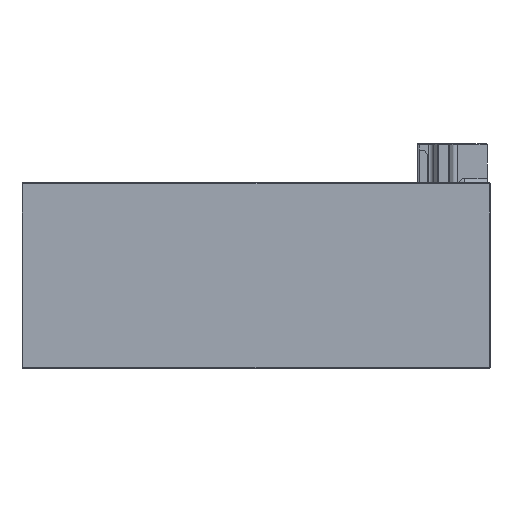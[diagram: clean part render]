
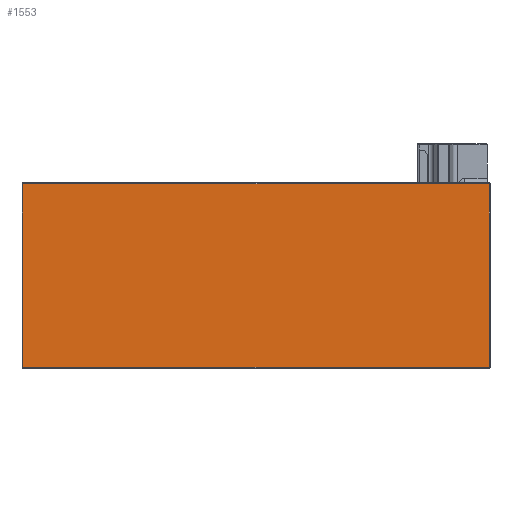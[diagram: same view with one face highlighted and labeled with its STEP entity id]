
A CAD part, front view. The second image highlights one B-rep face of the part: STEP entity #1553.
In plain terms, the highlighted planar face has unit normal (0, -1, 0).
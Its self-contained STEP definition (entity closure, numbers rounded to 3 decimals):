
#72 = CYLINDRICAL_SURFACE('',#73,0.1);
#73 = AXIS2_PLACEMENT_3D('',#74,#75,#76);
#74 = CARTESIAN_POINT('',(0.1,-32.4,27.3));
#75 = DIRECTION('',(0.,0.,-1.));
#76 = DIRECTION('',(-1.,-0.,-0.));
#534 = VERTEX_POINT('',#535);
#535 = CARTESIAN_POINT('',(0.1,-32.5,27.2));
#555 = EDGE_CURVE('',#534,#556,#558,.T.);
#556 = VERTEX_POINT('',#557);
#557 = CARTESIAN_POINT('',(0.1,-32.5,7.6));
#558 = SURFACE_CURVE('',#559,(#563,#570),.PCURVE_S1.);
#559 = LINE('',#560,#561);
#560 = CARTESIAN_POINT('',(0.1,-32.5,27.3));
#561 = VECTOR('',#562,1.);
#562 = DIRECTION('',(0.,0.,-1.));
#563 = PCURVE('',#72,#564);
#564 = DEFINITIONAL_REPRESENTATION('',(#565),#569);
#565 = LINE('',#566,#567);
#566 = CARTESIAN_POINT('',(-1.571,0.));
#567 = VECTOR('',#568,1.);
#568 = DIRECTION('',(-0.,1.));
#569 = ( GEOMETRIC_REPRESENTATION_CONTEXT(2) 
PARAMETRIC_REPRESENTATION_CONTEXT() REPRESENTATION_CONTEXT('2D SPACE',''
  ) );
#570 = PCURVE('',#571,#576);
#571 = PLANE('',#572);
#572 = AXIS2_PLACEMENT_3D('',#573,#574,#575);
#573 = CARTESIAN_POINT('',(50.,-32.5,32.5));
#574 = DIRECTION('',(0.,1.,0.));
#575 = DIRECTION('',(-1.,0.,0.));
#576 = DEFINITIONAL_REPRESENTATION('',(#577),#581);
#577 = LINE('',#578,#579);
#578 = CARTESIAN_POINT('',(49.9,-5.2));
#579 = VECTOR('',#580,1.);
#580 = DIRECTION('',(0.,-1.));
#581 = ( GEOMETRIC_REPRESENTATION_CONTEXT(2) 
PARAMETRIC_REPRESENTATION_CONTEXT() REPRESENTATION_CONTEXT('2D SPACE',''
  ) );
#1194 = CYLINDRICAL_SURFACE('',#1195,0.1);
#1195 = AXIS2_PLACEMENT_3D('',#1196,#1197,#1198);
#1196 = CARTESIAN_POINT('',(0.,-32.4,27.2));
#1197 = DIRECTION('',(1.,0.,0.));
#1198 = DIRECTION('',(0.,0.,1.));
#1553 = ADVANCED_FACE('',(#1554),#571,.F.);
#1554 = FACE_BOUND('',#1555,.F.);
#1555 = EDGE_LOOP('',(#1556,#1557,#1580,#1608));
#1556 = ORIENTED_EDGE('',*,*,#555,.F.);
#1557 = ORIENTED_EDGE('',*,*,#1558,.T.);
#1558 = EDGE_CURVE('',#534,#1559,#1561,.T.);
#1559 = VERTEX_POINT('',#1560);
#1560 = CARTESIAN_POINT('',(49.9,-32.5,27.2));
#1561 = SURFACE_CURVE('',#1562,(#1566,#1573),.PCURVE_S1.);
#1562 = LINE('',#1563,#1564);
#1563 = CARTESIAN_POINT('',(0.,-32.5,27.2));
#1564 = VECTOR('',#1565,1.);
#1565 = DIRECTION('',(1.,0.,0.));
#1566 = PCURVE('',#571,#1567);
#1567 = DEFINITIONAL_REPRESENTATION('',(#1568),#1572);
#1568 = LINE('',#1569,#1570);
#1569 = CARTESIAN_POINT('',(50.,-5.3));
#1570 = VECTOR('',#1571,1.);
#1571 = DIRECTION('',(-1.,0.));
#1572 = ( GEOMETRIC_REPRESENTATION_CONTEXT(2) 
PARAMETRIC_REPRESENTATION_CONTEXT() REPRESENTATION_CONTEXT('2D SPACE',''
  ) );
#1573 = PCURVE('',#1194,#1574);
#1574 = DEFINITIONAL_REPRESENTATION('',(#1575),#1579);
#1575 = LINE('',#1576,#1577);
#1576 = CARTESIAN_POINT('',(1.571,0.));
#1577 = VECTOR('',#1578,1.);
#1578 = DIRECTION('',(0.,1.));
#1579 = ( GEOMETRIC_REPRESENTATION_CONTEXT(2) 
PARAMETRIC_REPRESENTATION_CONTEXT() REPRESENTATION_CONTEXT('2D SPACE',''
  ) );
#1580 = ORIENTED_EDGE('',*,*,#1581,.T.);
#1581 = EDGE_CURVE('',#1559,#1582,#1584,.T.);
#1582 = VERTEX_POINT('',#1583);
#1583 = CARTESIAN_POINT('',(49.9,-32.5,7.6));
#1584 = SURFACE_CURVE('',#1585,(#1589,#1596),.PCURVE_S1.);
#1585 = LINE('',#1586,#1587);
#1586 = CARTESIAN_POINT('',(49.9,-32.5,27.3));
#1587 = VECTOR('',#1588,1.);
#1588 = DIRECTION('',(0.,0.,-1.));
#1589 = PCURVE('',#571,#1590);
#1590 = DEFINITIONAL_REPRESENTATION('',(#1591),#1595);
#1591 = LINE('',#1592,#1593);
#1592 = CARTESIAN_POINT('',(0.1,-5.2));
#1593 = VECTOR('',#1594,1.);
#1594 = DIRECTION('',(0.,-1.));
#1595 = ( GEOMETRIC_REPRESENTATION_CONTEXT(2) 
PARAMETRIC_REPRESENTATION_CONTEXT() REPRESENTATION_CONTEXT('2D SPACE',''
  ) );
#1596 = PCURVE('',#1597,#1602);
#1597 = CYLINDRICAL_SURFACE('',#1598,0.1);
#1598 = AXIS2_PLACEMENT_3D('',#1599,#1600,#1601);
#1599 = CARTESIAN_POINT('',(49.9,-32.4,27.3));
#1600 = DIRECTION('',(0.,0.,-1.));
#1601 = DIRECTION('',(0.,-1.,0.));
#1602 = DEFINITIONAL_REPRESENTATION('',(#1603),#1607);
#1603 = LINE('',#1604,#1605);
#1604 = CARTESIAN_POINT('',(-0.,0.));
#1605 = VECTOR('',#1606,1.);
#1606 = DIRECTION('',(-0.,1.));
#1607 = ( GEOMETRIC_REPRESENTATION_CONTEXT(2) 
PARAMETRIC_REPRESENTATION_CONTEXT() REPRESENTATION_CONTEXT('2D SPACE',''
  ) );
#1608 = ORIENTED_EDGE('',*,*,#1609,.T.);
#1609 = EDGE_CURVE('',#1582,#556,#1610,.T.);
#1610 = SURFACE_CURVE('',#1611,(#1615,#1622),.PCURVE_S1.);
#1611 = LINE('',#1612,#1613);
#1612 = CARTESIAN_POINT('',(50.,-32.5,7.6));
#1613 = VECTOR('',#1614,1.);
#1614 = DIRECTION('',(-1.,0.,0.));
#1615 = PCURVE('',#571,#1616);
#1616 = DEFINITIONAL_REPRESENTATION('',(#1617),#1621);
#1617 = LINE('',#1618,#1619);
#1618 = CARTESIAN_POINT('',(0.,-24.9));
#1619 = VECTOR('',#1620,1.);
#1620 = DIRECTION('',(1.,0.));
#1621 = ( GEOMETRIC_REPRESENTATION_CONTEXT(2) 
PARAMETRIC_REPRESENTATION_CONTEXT() REPRESENTATION_CONTEXT('2D SPACE',''
  ) );
#1622 = PCURVE('',#1623,#1628);
#1623 = CYLINDRICAL_SURFACE('',#1624,0.1);
#1624 = AXIS2_PLACEMENT_3D('',#1625,#1626,#1627);
#1625 = CARTESIAN_POINT('',(50.,-32.4,7.6));
#1626 = DIRECTION('',(-1.,0.,0.));
#1627 = DIRECTION('',(-0.,0.,-1.));
#1628 = DEFINITIONAL_REPRESENTATION('',(#1629),#1633);
#1629 = LINE('',#1630,#1631);
#1630 = CARTESIAN_POINT('',(1.571,0.));
#1631 = VECTOR('',#1632,1.);
#1632 = DIRECTION('',(0.,1.));
#1633 = ( GEOMETRIC_REPRESENTATION_CONTEXT(2) 
PARAMETRIC_REPRESENTATION_CONTEXT() REPRESENTATION_CONTEXT('2D SPACE',''
  ) );
